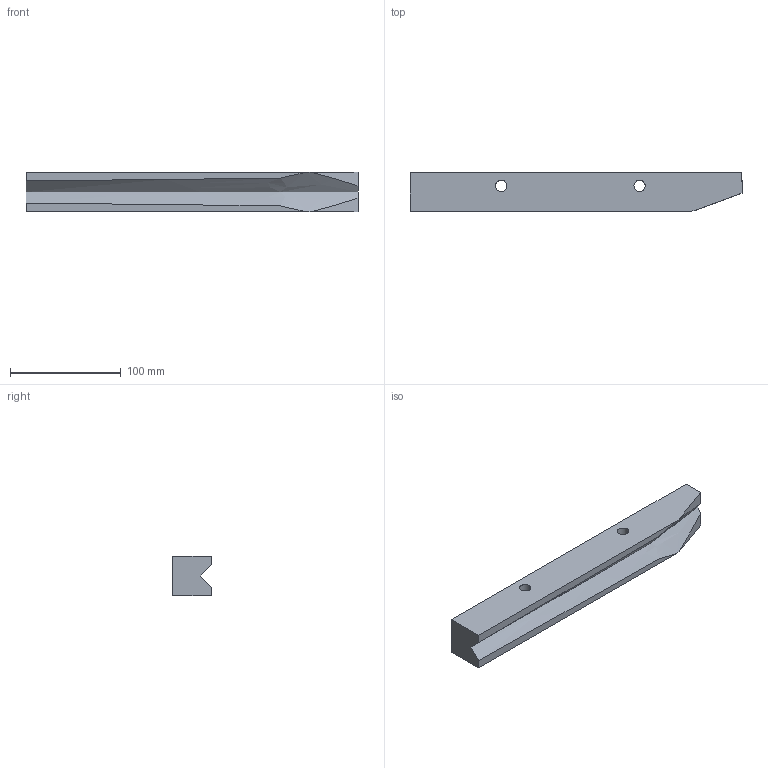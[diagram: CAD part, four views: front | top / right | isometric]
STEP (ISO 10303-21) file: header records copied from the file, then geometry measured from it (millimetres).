
FILE_DESCRIPTION (( 'STEP AP203' ), '1' );
FILE_NAME ('Glissière haute.step', '2024-07-09T10:38:40', ( '' ), ( '' ), 'SwSTEP 2.0', 'SolidWorks 2024', '' );
FILE_SCHEMA (( 'CONFIG_CONTROL_DESIGN' ));
Length unit declared in the file: millimetre
Products named in the file (1): Glissière haute
Bounding box: 300 x 35 x 36 mm (x, y, z)
Volume: 322592.2 mm3; surface area: 48087.5 mm2
Topology: 1 solids, 1 shells, 19 faces, 51 edges, 34 vertices
Faces by surface type: plane 9, cylinder 8, bspline 2
Entity records: 979 total; most frequent: CARTESIAN_POINT 422, ORIENTED_EDGE 102, DIRECTION 88, EDGE_CURVE 51, VERTEX_POINT 34, AXIS2_PLACEMENT_3D 30, LINE 28, VECTOR 28
